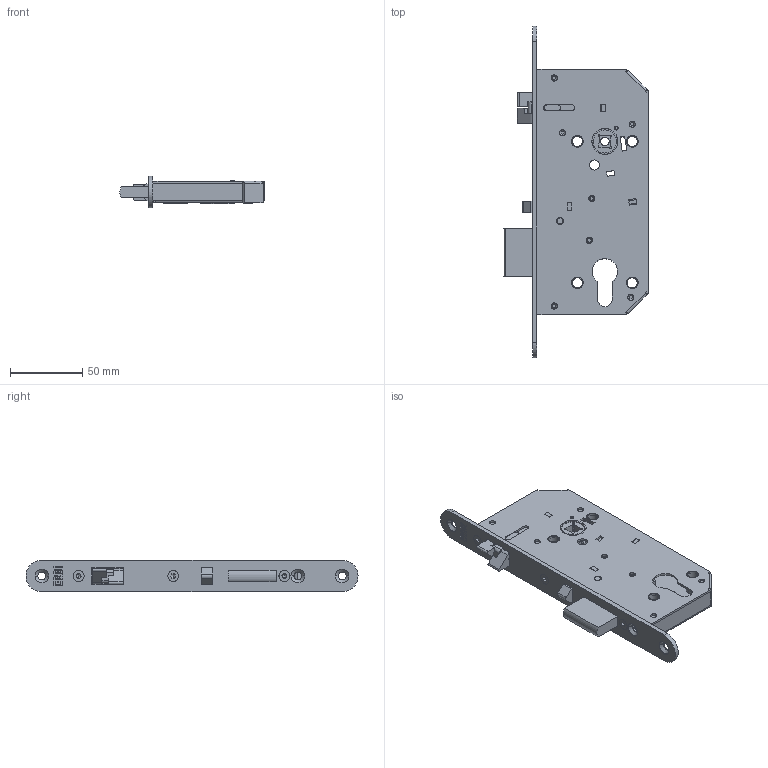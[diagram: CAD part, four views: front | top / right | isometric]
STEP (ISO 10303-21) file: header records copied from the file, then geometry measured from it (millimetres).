
FILE_DESCRIPTION (( 'STEP AP203' ), '1' );
FILE_NAME ('SAM 004 001-4-samozamykací zámek 90_50-MI-prázdný.STEP', '2019-06-04T21:28:57', ( 'Radek' ), ( '' ), 'SwSTEP 2.0', 'SolidWorks 2015', '' );
FILE_SCHEMA (( 'CONFIG_CONTROL_DESIGN' ));
Length unit declared in the file: millimetre
Products named in the file (1): SAM 004 001-4-samozamykací zámek 90_50-MI-prázdný
Bounding box: 99.93 x 230 x 22 mm (x, y, z)
Surface area: 79902.6 mm2 (no closed solid volume)
Topology: 0 solids, 58 shells, 581 faces, 2156 edges, 1557 vertices
Faces by surface type: plane 281, cylinder 240, cone 56, torus 4
Entity records: 23221 total; most frequent: CARTESIAN_POINT 4397, DIRECTION 4067, ORIENTED_EDGE 3380, EDGE_CURVE 2150, VERTEX_POINT 1557, AXIS2_PLACEMENT_3D 1371, LINE 1325, VECTOR 1325
